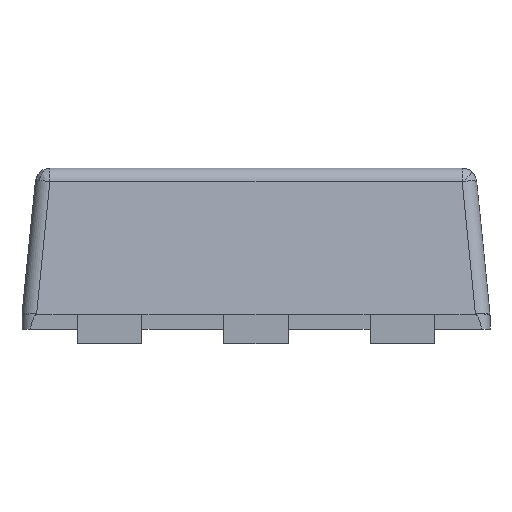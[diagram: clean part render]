
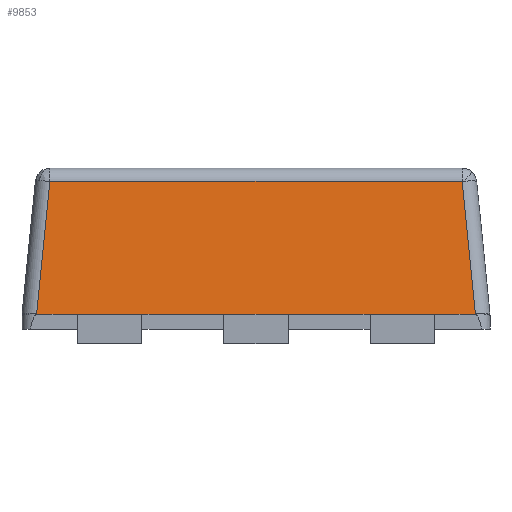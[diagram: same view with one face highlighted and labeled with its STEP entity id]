
A CAD part, front view. The second image highlights one B-rep face of the part: STEP entity #9853.
In plain terms, the highlighted planar face has unit normal (0, -0.995, 0.1).
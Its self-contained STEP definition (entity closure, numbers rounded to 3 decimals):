
#211 = AXIS2_PLACEMENT_3D ( 'NONE', #4520, #4628, #6125 ) ;
#288 = DIRECTION ( 'NONE',  ( 1., 0., 0. ) ) ;
#552 = VERTEX_POINT ( 'NONE', #2468 ) ;
#604 = EDGE_LOOP ( 'NONE', ( #724, #5890, #7323, #2951, #6120, #5556, #3520, #7855, #5631, #8054, #3720, #9479 ) ) ;
#654 = VECTOR ( 'NONE', #2924, 1000. ) ;
#687 = DIRECTION ( 'NONE',  ( 1., 0., 0. ) ) ;
#691 = VERTEX_POINT ( 'NONE', #3731 ) ;
#724 = ORIENTED_EDGE ( 'NONE', *, *, #8581, .F. ) ;
#1031 = CARTESIAN_POINT ( 'NONE',  ( 0.75, -0.8, 0.052 ) ) ;
#1059 = CARTESIAN_POINT ( 'NONE',  ( 0., -0.8, 0.05 ) ) ;
#1063 = VERTEX_POINT ( 'NONE', #2843 ) ;
#1131 = VECTOR ( 'NONE', #9607, 1000. ) ;
#1378 = VERTEX_POINT ( 'NONE', #7685 ) ;
#1539 = CARTESIAN_POINT ( 'NONE',  ( -0.11, -0.8, 0.05 ) ) ;
#1553 = CARTESIAN_POINT ( 'NONE',  ( -0.705, -0.755, 0.505 ) ) ;
#1622 = LINE ( 'NONE', #3181, #5993 ) ;
#1758 = VECTOR ( 'NONE', #288, 1000. ) ;
#1792 = DIRECTION ( 'NONE',  ( 1., 0., 0. ) ) ;
#1951 = DIRECTION ( 'NONE',  ( 1., 0., 0. ) ) ;
#2001 = CARTESIAN_POINT ( 'NONE',  ( 0., -0.8, 0.05 ) ) ;
#2258 = VECTOR ( 'NONE', #3162, 1000. ) ;
#2316 = LINE ( 'NONE', #9448, #1131 ) ;
#2324 = VERTEX_POINT ( 'NONE', #8938 ) ;
#2468 = CARTESIAN_POINT ( 'NONE',  ( 0.61, -0.8, 0.05 ) ) ;
#2824 = VERTEX_POINT ( 'NONE', #5990 ) ;
#2843 = CARTESIAN_POINT ( 'NONE',  ( -0.75, -0.8, 0.05 ) ) ;
#2924 = DIRECTION ( 'NONE',  ( 0., -0.1, -0.995 ) ) ;
#2951 = ORIENTED_EDGE ( 'NONE', *, *, #4393, .T. ) ;
#3162 = DIRECTION ( 'NONE',  ( -0.099, 0.099, 0.99 ) ) ;
#3181 = CARTESIAN_POINT ( 'NONE',  ( 0., -0.8, 0.05 ) ) ;
#3198 = EDGE_CURVE ( 'NONE', #6344, #1378, #4576, .T. ) ;
#3258 = EDGE_CURVE ( 'NONE', #552, #9124, #4990, .T. ) ;
#3520 = ORIENTED_EDGE ( 'NONE', *, *, #5861, .T. ) ;
#3720 = ORIENTED_EDGE ( 'NONE', *, *, #5763, .T. ) ;
#3731 = CARTESIAN_POINT ( 'NONE',  ( -0.39, -0.8, 0.05 ) ) ;
#3790 = VECTOR ( 'NONE', #687, 1000. ) ;
#4148 = LINE ( 'NONE', #7382, #5268 ) ;
#4288 = LINE ( 'NONE', #7416, #5971 ) ;
#4320 = VERTEX_POINT ( 'NONE', #1539 ) ;
#4393 = EDGE_CURVE ( 'NONE', #1063, #2824, #4148, .T. ) ;
#4520 = CARTESIAN_POINT ( 'NONE',  ( 0., -0.775, 0.3 ) ) ;
#4552 = EDGE_CURVE ( 'NONE', #2824, #691, #5227, .T. ) ;
#4576 = LINE ( 'NONE', #9360, #2258 ) ;
#4628 = DIRECTION ( 'NONE',  ( 0., -0.995, 0.1 ) ) ;
#4990 = LINE ( 'NONE', #1059, #1758 ) ;
#5095 = LINE ( 'NONE', #7497, #6533 ) ;
#5218 = CARTESIAN_POINT ( 'NONE',  ( -0.75, -0.775, 0.3 ) ) ;
#5227 = LINE ( 'NONE', #2001, #6433 ) ;
#5265 = CARTESIAN_POINT ( 'NONE',  ( -0.75, -0.8, 0.052 ) ) ;
#5268 = VECTOR ( 'NONE', #1951, 1000. ) ;
#5556 = ORIENTED_EDGE ( 'NONE', *, *, #8137, .T. ) ;
#5631 = ORIENTED_EDGE ( 'NONE', *, *, #9580, .T. ) ;
#5763 = EDGE_CURVE ( 'NONE', #9124, #6344, #2316, .T. ) ;
#5815 = VECTOR ( 'NONE', #8084, 1000. ) ;
#5861 = EDGE_CURVE ( 'NONE', #4320, #7927, #7212, .T. ) ;
#5890 = ORIENTED_EDGE ( 'NONE', *, *, #8639, .T. ) ;
#5971 = VECTOR ( 'NONE', #1792, 1000. ) ;
#5990 = CARTESIAN_POINT ( 'NONE',  ( -0.61, -0.8, 0.05 ) ) ;
#5993 = VECTOR ( 'NONE', #6987, 1000. ) ;
#6120 = ORIENTED_EDGE ( 'NONE', *, *, #4552, .T. ) ;
#6125 = DIRECTION ( 'NONE',  ( 0., -0.1, -0.995 ) ) ;
#6330 = CARTESIAN_POINT ( 'NONE',  ( 0.75, -0.8, 0.05 ) ) ;
#6344 = VERTEX_POINT ( 'NONE', #1031 ) ;
#6395 = CARTESIAN_POINT ( 'NONE',  ( -2.886, -0.755, 0.505 ) ) ;
#6433 = VECTOR ( 'NONE', #9973, 1000. ) ;
#6533 = VECTOR ( 'NONE', #6704, 1000. ) ;
#6704 = DIRECTION ( 'NONE',  ( 1., 0., 0. ) ) ;
#6807 = FACE_OUTER_BOUND ( 'NONE', #604, .T. ) ;
#6883 = LINE ( 'NONE', #5218, #654 ) ;
#6987 = DIRECTION ( 'NONE',  ( 1., 0., 0. ) ) ;
#7139 = EDGE_CURVE ( 'NONE', #7448, #1063, #6883, .T. ) ;
#7212 = LINE ( 'NONE', #7956, #3790 ) ;
#7323 = ORIENTED_EDGE ( 'NONE', *, *, #7139, .T. ) ;
#7382 = CARTESIAN_POINT ( 'NONE',  ( 0., -0.8, 0.05 ) ) ;
#7416 = CARTESIAN_POINT ( 'NONE',  ( 0., -0.8, 0.05 ) ) ;
#7448 = VERTEX_POINT ( 'NONE', #5265 ) ;
#7497 = CARTESIAN_POINT ( 'NONE',  ( 0., -0.8, 0.05 ) ) ;
#7601 = CARTESIAN_POINT ( 'NONE',  ( 0.11, -0.8, 0.05 ) ) ;
#7685 = CARTESIAN_POINT ( 'NONE',  ( 0.705, -0.755, 0.505 ) ) ;
#7718 = VERTEX_POINT ( 'NONE', #1553 ) ;
#7751 = PLANE ( 'NONE',  #211 ) ;
#7855 = ORIENTED_EDGE ( 'NONE', *, *, #9826, .T. ) ;
#7927 = VERTEX_POINT ( 'NONE', #7601 ) ;
#7956 = CARTESIAN_POINT ( 'NONE',  ( 0., -0.8, 0.05 ) ) ;
#8009 = VECTOR ( 'NONE', #8806, 1000. ) ;
#8035 = LINE ( 'NONE', #6395, #8009 ) ;
#8054 = ORIENTED_EDGE ( 'NONE', *, *, #3258, .T. ) ;
#8084 = DIRECTION ( 'NONE',  ( -0.099, -0.099, -0.99 ) ) ;
#8137 = EDGE_CURVE ( 'NONE', #691, #4320, #4288, .T. ) ;
#8581 = EDGE_CURVE ( 'NONE', #7718, #1378, #8035, .T. ) ;
#8639 = EDGE_CURVE ( 'NONE', #7718, #7448, #10251, .T. ) ;
#8806 = DIRECTION ( 'NONE',  ( 1., 0., 0. ) ) ;
#8938 = CARTESIAN_POINT ( 'NONE',  ( 0.39, -0.8, 0.05 ) ) ;
#9124 = VERTEX_POINT ( 'NONE', #6330 ) ;
#9360 = CARTESIAN_POINT ( 'NONE',  ( 0.75, -0.8, 0.052 ) ) ;
#9448 = CARTESIAN_POINT ( 'NONE',  ( 0.75, -0.775, 0.3 ) ) ;
#9472 = CARTESIAN_POINT ( 'NONE',  ( -0.705, -0.755, 0.505 ) ) ;
#9479 = ORIENTED_EDGE ( 'NONE', *, *, #3198, .T. ) ;
#9580 = EDGE_CURVE ( 'NONE', #2324, #552, #1622, .T. ) ;
#9607 = DIRECTION ( 'NONE',  ( 0., 0.1, 0.995 ) ) ;
#9826 = EDGE_CURVE ( 'NONE', #7927, #2324, #5095, .T. ) ;
#9853 = ADVANCED_FACE ( 'NONE', ( #6807 ), #7751, .T. ) ;
#9973 = DIRECTION ( 'NONE',  ( 1., 0., 0. ) ) ;
#10251 = LINE ( 'NONE', #9472, #5815 ) ;
